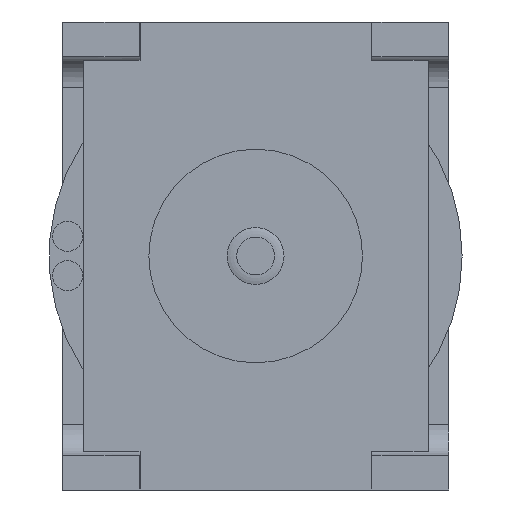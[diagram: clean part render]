
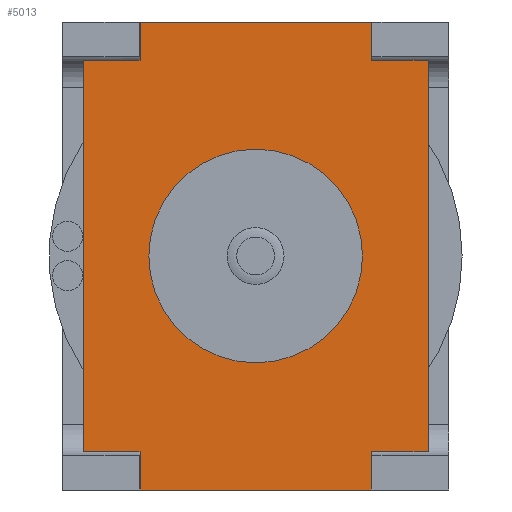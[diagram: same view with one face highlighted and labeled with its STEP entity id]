
A CAD part, front view. The second image highlights one B-rep face of the part: STEP entity #5013.
In plain terms, the highlighted planar face has unit normal (0, -1, 0).
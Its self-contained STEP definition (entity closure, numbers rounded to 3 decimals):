
#332=CIRCLE('',#5294,6.845);
#1221=ORIENTED_EDGE('',*,*,#1775,.T.);
#1222=ORIENTED_EDGE('',*,*,#1739,.T.);
#1223=ORIENTED_EDGE('',*,*,#1743,.T.);
#1224=ORIENTED_EDGE('',*,*,#1746,.T.);
#1225=ORIENTED_EDGE('',*,*,#1749,.T.);
#1226=ORIENTED_EDGE('',*,*,#1752,.T.);
#1227=ORIENTED_EDGE('',*,*,#1755,.T.);
#1228=ORIENTED_EDGE('',*,*,#1758,.T.);
#1229=ORIENTED_EDGE('',*,*,#1761,.T.);
#1230=ORIENTED_EDGE('',*,*,#1764,.T.);
#1231=ORIENTED_EDGE('',*,*,#1767,.T.);
#1232=ORIENTED_EDGE('',*,*,#1770,.T.);
#1233=ORIENTED_EDGE('',*,*,#1772,.T.);
#1739=EDGE_CURVE('',#2105,#2104,#2345,.T.);
#1743=EDGE_CURVE('',#2104,#2108,#2349,.T.);
#1746=EDGE_CURVE('',#2108,#2110,#2352,.T.);
#1749=EDGE_CURVE('',#2110,#2112,#2355,.T.);
#1752=EDGE_CURVE('',#2112,#2114,#2358,.T.);
#1755=EDGE_CURVE('',#2114,#2116,#2361,.T.);
#1758=EDGE_CURVE('',#2116,#2118,#2364,.T.);
#1761=EDGE_CURVE('',#2118,#2120,#2367,.T.);
#1764=EDGE_CURVE('',#2120,#2122,#2370,.T.);
#1767=EDGE_CURVE('',#2122,#2124,#2373,.T.);
#1770=EDGE_CURVE('',#2124,#2126,#2376,.T.);
#1772=EDGE_CURVE('',#2126,#2105,#2378,.T.);
#1775=EDGE_CURVE('',#2128,#2128,#332,.T.);
#2104=VERTEX_POINT('',#8698);
#2105=VERTEX_POINT('',#8700);
#2108=VERTEX_POINT('',#8707);
#2110=VERTEX_POINT('',#8713);
#2112=VERTEX_POINT('',#8719);
#2114=VERTEX_POINT('',#8725);
#2116=VERTEX_POINT('',#8731);
#2118=VERTEX_POINT('',#8737);
#2120=VERTEX_POINT('',#8743);
#2122=VERTEX_POINT('',#8749);
#2124=VERTEX_POINT('',#8755);
#2126=VERTEX_POINT('',#8761);
#2128=VERTEX_POINT('',#8772);
#2345=LINE('',#8699,#2591);
#2349=LINE('',#8708,#2595);
#2352=LINE('',#8714,#2598);
#2355=LINE('',#8720,#2601);
#2358=LINE('',#8726,#2604);
#2361=LINE('',#8732,#2607);
#2364=LINE('',#8738,#2610);
#2367=LINE('',#8744,#2613);
#2370=LINE('',#8750,#2616);
#2373=LINE('',#8756,#2619);
#2376=LINE('',#8762,#2622);
#2378=LINE('',#8765,#2624);
#2591=VECTOR('',#5950,1000.);
#2595=VECTOR('',#5956,1000.);
#2598=VECTOR('',#5961,1000.);
#2601=VECTOR('',#5966,1000.);
#2604=VECTOR('',#5971,1000.);
#2607=VECTOR('',#5976,1000.);
#2610=VECTOR('',#5981,1000.);
#2613=VECTOR('',#5986,1000.);
#2616=VECTOR('',#5991,1000.);
#2619=VECTOR('',#5996,1000.);
#2622=VECTOR('',#6001,1000.);
#2624=VECTOR('',#6005,1000.);
#2902=EDGE_LOOP('',(#1221));
#2903=EDGE_LOOP('',(#1222,#1223,#1224,#1225,#1226,#1227,#1228,#1229,#1230,
#1231,#1232,#1233));
#3190=FACE_BOUND('',#2902,.T.);
#3191=FACE_BOUND('',#2903,.T.);
#3374=PLANE('',#5293);
#5013=ADVANCED_FACE('',(#3190,#3191),#3374,.T.);
#5293=AXIS2_PLACEMENT_3D('',#8770,#6011,#6012);
#5294=AXIS2_PLACEMENT_3D('',#8771,#6013,#6014);
#5950=DIRECTION('',(0.,0.,-1.));
#5956=DIRECTION('',(1.,0.,0.));
#5961=DIRECTION('',(0.,0.,1.));
#5966=DIRECTION('',(1.,0.,0.));
#5971=DIRECTION('',(0.,0.,1.));
#5976=DIRECTION('',(-1.,0.,0.));
#5981=DIRECTION('',(0.,0.,1.));
#5986=DIRECTION('',(-1.,0.,0.));
#5991=DIRECTION('',(0.,0.,-1.));
#5996=DIRECTION('',(-1.,0.,0.));
#6001=DIRECTION('',(0.,0.,-1.));
#6005=DIRECTION('',(1.,0.,0.));
#6011=DIRECTION('',(0.,-1.,0.));
#6012=DIRECTION('',(0.,0.,-1.));
#6013=DIRECTION('',(0.,1.,0.));
#6014=DIRECTION('',(1.,0.,0.));
#8698=CARTESIAN_POINT('',(-9.665,-0.025,0.));
#8699=CARTESIAN_POINT('',(-9.665,-0.025,3.188));
#8700=CARTESIAN_POINT('',(-9.665,-0.025,3.188));
#8707=CARTESIAN_POINT('',(9.665,-0.025,0.));
#8708=CARTESIAN_POINT('',(-9.665,-0.025,0.));
#8713=CARTESIAN_POINT('',(9.665,-0.025,3.188));
#8714=CARTESIAN_POINT('',(9.665,-0.025,0.));
#8719=CARTESIAN_POINT('',(14.427,-0.025,3.188));
#8720=CARTESIAN_POINT('',(9.665,-0.025,3.188));
#8725=CARTESIAN_POINT('',(14.427,-0.025,35.928));
#8726=CARTESIAN_POINT('',(14.427,-0.025,3.188));
#8731=CARTESIAN_POINT('',(9.665,-0.025,35.928));
#8732=CARTESIAN_POINT('',(14.427,-0.025,35.928));
#8737=CARTESIAN_POINT('',(9.665,-0.025,39.116));
#8738=CARTESIAN_POINT('',(9.665,-0.025,35.928));
#8743=CARTESIAN_POINT('',(-9.665,-0.025,39.116));
#8744=CARTESIAN_POINT('',(9.665,-0.025,39.116));
#8749=CARTESIAN_POINT('',(-9.665,-0.025,35.928));
#8750=CARTESIAN_POINT('',(-9.665,-0.025,39.116));
#8755=CARTESIAN_POINT('',(-14.427,-0.025,35.928));
#8756=CARTESIAN_POINT('',(-9.665,-0.025,35.928));
#8761=CARTESIAN_POINT('',(-14.427,-0.025,3.188));
#8762=CARTESIAN_POINT('',(-14.427,-0.025,35.928));
#8765=CARTESIAN_POINT('',(-14.427,-0.025,3.188));
#8770=CARTESIAN_POINT('',(0.,-0.025,0.));
#8771=CARTESIAN_POINT('',(0.,-0.025,19.558));
#8772=CARTESIAN_POINT('',(6.845,-0.025,19.558));
